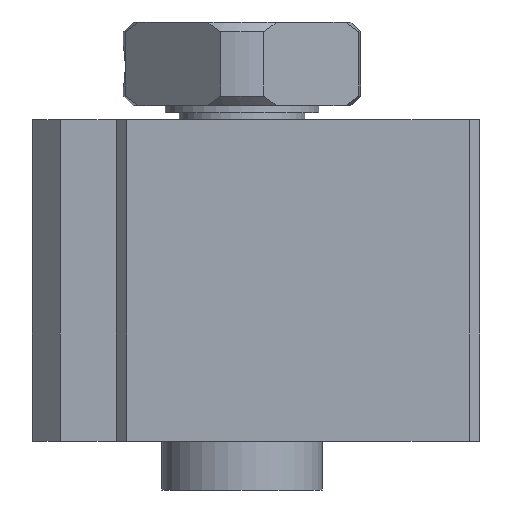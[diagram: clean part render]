
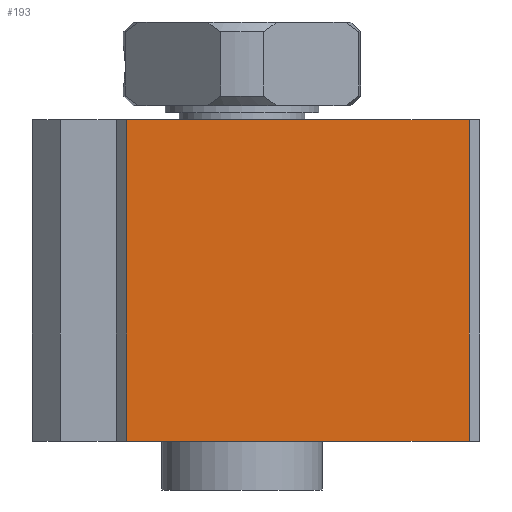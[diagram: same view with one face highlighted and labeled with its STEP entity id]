
A CAD part, left-side view. The second image highlights one B-rep face of the part: STEP entity #193.
In plain terms, the highlighted planar face has unit normal (-1, 0, 0).
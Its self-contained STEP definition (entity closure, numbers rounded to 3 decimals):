
#193 = ADVANCED_FACE( '', ( #300 ), #301, .T. );
#300 = FACE_OUTER_BOUND( '', #485, .T. );
#301 = PLANE( '', #486 );
#485 = EDGE_LOOP( '', ( #804, #805, #806, #807 ) );
#486 = AXIS2_PLACEMENT_3D( '', #808, #809, #810 );
#804 = ORIENTED_EDGE( '', *, *, #1165, .F. );
#805 = ORIENTED_EDGE( '', *, *, #1179, .F. );
#806 = ORIENTED_EDGE( '', *, *, #1146, .T. );
#807 = ORIENTED_EDGE( '', *, *, #1195, .T. );
#808 = CARTESIAN_POINT( '', ( -26., 8.25, -23. ) );
#809 = DIRECTION( '', ( -1., 0., 0. ) );
#810 = DIRECTION( '', ( 0., 0., 1. ) );
#1146 = EDGE_CURVE( '', #1323, #1324, #1325, .T. );
#1165 = EDGE_CURVE( '', #1360, #1362, #1363, .T. );
#1179 = EDGE_CURVE( '', #1323, #1360, #1388, .T. );
#1195 = EDGE_CURVE( '', #1324, #1362, #1408, .T. );
#1323 = VERTEX_POINT( '', #1608 );
#1324 = VERTEX_POINT( '', #1609 );
#1325 = LINE( '', #1610, #1611 );
#1360 = VERTEX_POINT( '', #1660 );
#1362 = VERTEX_POINT( '', #1663 );
#1363 = LINE( '', #1664, #1665 );
#1388 = LINE( '', #1702, #1703 );
#1408 = LINE( '', #1734, #1735 );
#1608 = CARTESIAN_POINT( '', ( -26., 8.25, -23. ) );
#1609 = CARTESIAN_POINT( '', ( -26., -16.25, -23. ) );
#1610 = CARTESIAN_POINT( '', ( -26., 8.25, -23. ) );
#1611 = VECTOR( '', #1983, 1000. );
#1660 = CARTESIAN_POINT( '', ( -26., 8.25, 0. ) );
#1663 = CARTESIAN_POINT( '', ( -26., -16.25, 0. ) );
#1664 = CARTESIAN_POINT( '', ( -26., 8.25, 0. ) );
#1665 = VECTOR( '', #2008, 1000. );
#1702 = CARTESIAN_POINT( '', ( -26., 8.25, -23. ) );
#1703 = VECTOR( '', #2024, 1000. );
#1734 = CARTESIAN_POINT( '', ( -26., -16.25, -23. ) );
#1735 = VECTOR( '', #2048, 1000. );
#1983 = DIRECTION( '', ( 0., -1., 0. ) );
#2008 = DIRECTION( '', ( 0., -1., 0. ) );
#2024 = DIRECTION( '', ( 0., 0., 1. ) );
#2048 = DIRECTION( '', ( 0., 0., 1. ) );
